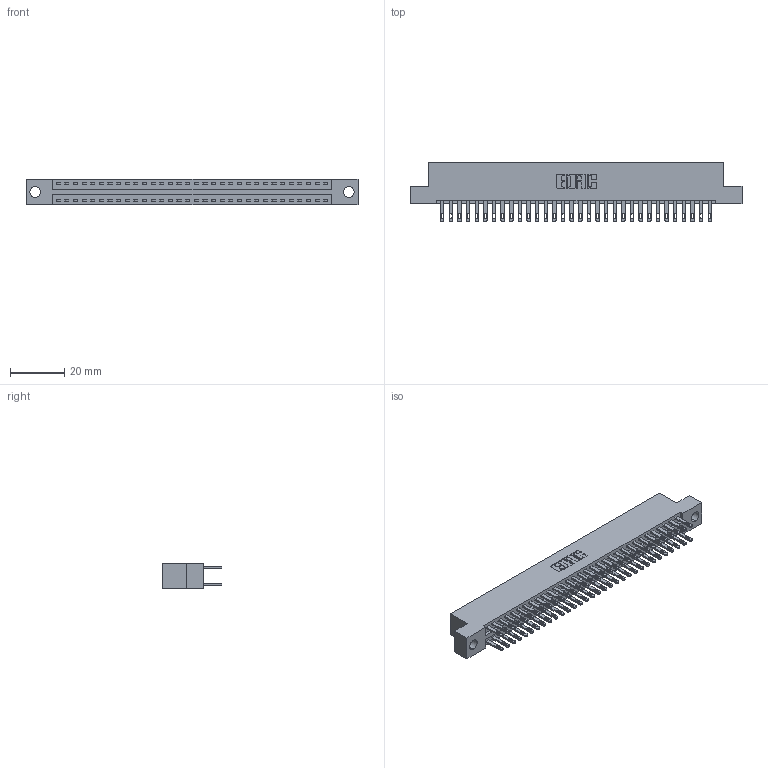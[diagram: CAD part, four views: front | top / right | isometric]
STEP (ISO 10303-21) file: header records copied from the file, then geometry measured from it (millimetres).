
FILE_DESCRIPTION (( 'STEP AP203' ), '1' );
FILE_NAME ('346-064-500-204.STEP', '2018-08-28T08:21:16', ( '' ), ( '' ), 'SwSTEP 2.0', 'SolidWorks 2016', '' );
FILE_SCHEMA (( 'CONFIG_CONTROL_DESIGN' ));
Length unit declared in the file: inch
Products named in the file (3): 345-292-001_345-293-100; 346-064-500-204; 346 Part_Flush Mounting Lugs - 0.156 Dia-TH
Assembly tree (65 placements, depth 2):
  346-064-500-204
    346 Part_Flush Mounting Lugs - 0.156 Dia-TH
    345-292-001_345-293-100  x64
Bounding box: 122.17 x 21.84 x 9.4 mm (x, y, z)
Volume: 11943.5 mm3; surface area: 16743.2 mm2
Topology: 65 solids, 65 shells, 3194 faces, 9737 edges, 6490 vertices
Faces by surface type: plane 1932, cylinder 1262
Entity records: 22163 total; most frequent: CARTESIAN_POINT 3664, ORIENTED_EDGE 3598, DIRECTION 3283, EDGE_CURVE 1799, VECTOR 1535, LINE 1535, VERTEX_POINT 1198, AXIS2_PLACEMENT_3D 874
